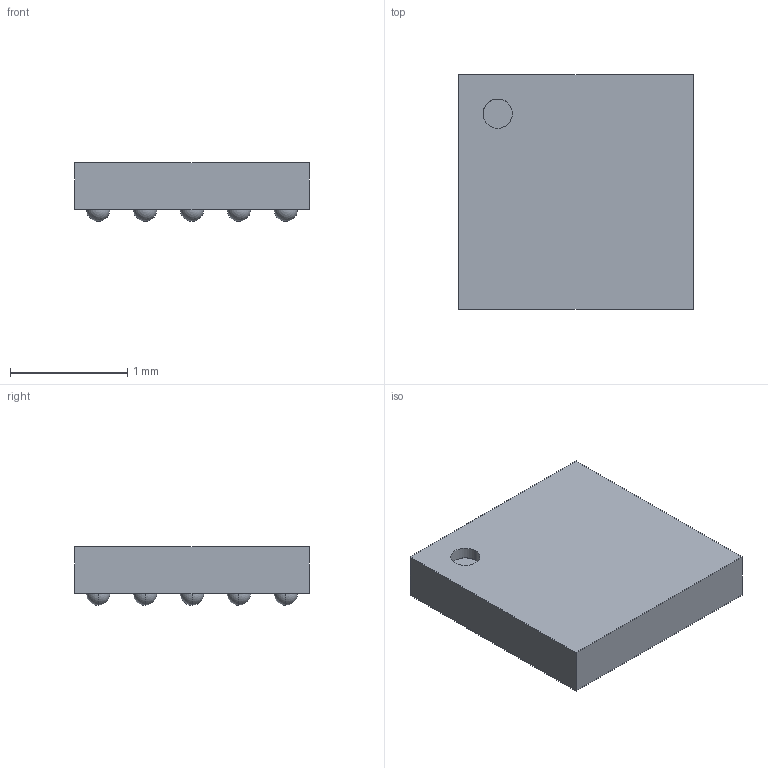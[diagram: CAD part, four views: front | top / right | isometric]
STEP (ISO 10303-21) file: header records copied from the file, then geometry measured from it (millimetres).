
FILE_DESCRIPTION (( 'STEP AP214' ), '1' );
FILE_NAME ('npm1100_caax_WLCSP.STEP', '2024-03-08T12:58:43', ( '' ), ( '' ), 'SwSTEP 2.0', 'SolidWorks 2023', '' );
FILE_SCHEMA (( 'AUTOMOTIVE_DESIGN' ));
Length unit declared in the file: millimetre
Products named in the file (8): npm1100_caax_WLCSP; Body.step; -1845928464.step; ball.step; U1_2.step; npm1100_caax_config1_.step; Open_CASCADE_STEP_translator_6.8_6.1.step; Open_CASCADE_STEP_translator_6.8_6.2.1.step
Assembly tree (31 placements, depth 6):
  npm1100_caax_WLCSP
    npm1100_caax_config1_.step
      U1_2.step
        -1845928464.step
          Body.step
            Open_CASCADE_STEP_translator_6.8_6.2.1.step
          Open_CASCADE_STEP_translator_6.8_6.1.step
          ball.step  x25
Bounding box: 2 x 2 x 0.5 mm (x, y, z)
Volume: 1.7 mm3; surface area: 14.5 mm2
Topology: 26 solids, 27 shells, 60 faces, 195 edges, 139 vertices
Faces by surface type: sphere 50, plane 8, cylinder 2
Entity records: 728 total; most frequent: DIRECTION 128, CARTESIAN_POINT 107, AXIS2_PLACEMENT_3D 57, ORIENTED_EDGE 42, PRODUCT_DEFINITION_SHAPE 39, CONTEXT_DEPENDENT_SHAPE_REPRESENTATION 31, ITEM_DEFINED_TRANSFORMATION 31, NEXT_ASSEMBLY_USAGE_OCCURRENCE 31
